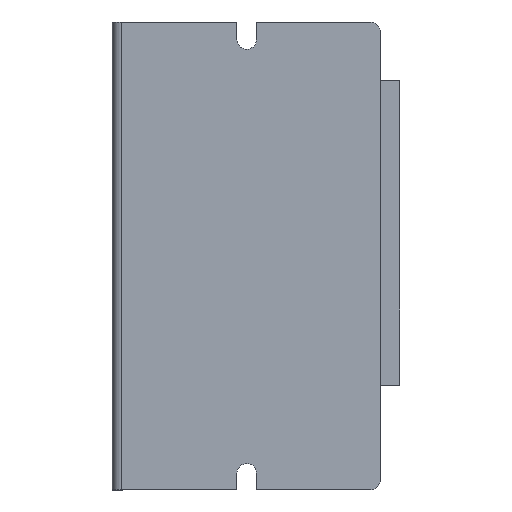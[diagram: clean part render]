
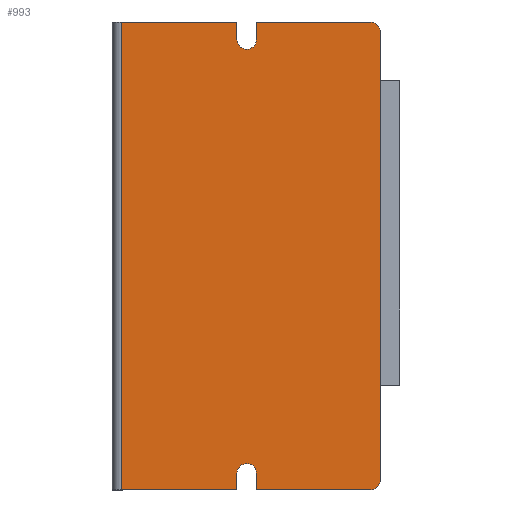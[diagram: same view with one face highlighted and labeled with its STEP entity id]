
A CAD part, top view. The second image highlights one B-rep face of the part: STEP entity #993.
In plain terms, the highlighted planar face has unit normal (0, 0, 1).
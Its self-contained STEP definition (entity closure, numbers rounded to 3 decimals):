
#37 = DIRECTION ( 'NONE',  ( 1., 0., 0. ) ) ;
#50 = VERTEX_POINT ( 'NONE', #151 ) ;
#54 = ORIENTED_EDGE ( 'NONE', *, *, #385, .T. ) ;
#56 = AXIS2_PLACEMENT_3D ( 'NONE', #387, #613, #248 ) ;
#73 = VERTEX_POINT ( 'NONE', #1077 ) ;
#83 = EDGE_CURVE ( 'NONE', #1240, #521, #1030, .T. ) ;
#99 = DIRECTION ( 'NONE',  ( 0., -1., 0. ) ) ;
#105 = CIRCLE ( 'NONE', #206, 2. ) ;
#121 = VERTEX_POINT ( 'NONE', #311 ) ;
#141 = DIRECTION ( 'NONE',  ( 0., 0., -1. ) ) ;
#142 = PLANE ( 'NONE',  #56 ) ;
#145 = CARTESIAN_POINT ( 'NONE',  ( 55., 96., 20.3 ) ) ;
#150 = LINE ( 'NONE', #960, #449 ) ;
#151 = CARTESIAN_POINT ( 'NONE',  ( 29.6, 92.4, 20.3 ) ) ;
#158 = FACE_OUTER_BOUND ( 'NONE', #1353, .T. ) ;
#159 = LINE ( 'NONE', #433, #1329 ) ;
#160 = CARTESIAN_POINT ( 'NONE',  ( 53., 96., 20.3 ) ) ;
#165 = EDGE_CURVE ( 'NONE', #1101, #1355, #159, .T. ) ;
#183 = VERTEX_POINT ( 'NONE', #1382 ) ;
#206 = AXIS2_PLACEMENT_3D ( 'NONE', #898, #425, #1383 ) ;
#227 = AXIS2_PLACEMENT_3D ( 'NONE', #453, #1421, #232 ) ;
#231 = EDGE_CURVE ( 'NONE', #183, #1101, #666, .T. ) ;
#232 = DIRECTION ( 'NONE',  ( -1., 0., 0. ) ) ;
#235 = ORIENTED_EDGE ( 'NONE', *, *, #513, .T. ) ;
#237 = CARTESIAN_POINT ( 'NONE',  ( 29.6, 96., 20.3 ) ) ;
#248 = DIRECTION ( 'NONE',  ( -1., 0., 0. ) ) ;
#306 = EDGE_CURVE ( 'NONE', #680, #799, #552, .T. ) ;
#311 = CARTESIAN_POINT ( 'NONE',  ( 29.6, 3.4, 20.3 ) ) ;
#351 = VECTOR ( 'NONE', #606, 1000. ) ;
#383 = VECTOR ( 'NONE', #99, 1000. ) ;
#385 = EDGE_CURVE ( 'NONE', #50, #1337, #1332, .T. ) ;
#387 = CARTESIAN_POINT ( 'NONE',  ( 0., 96., 20.3 ) ) ;
#425 = DIRECTION ( 'NONE',  ( 0., 0., -1. ) ) ;
#433 = CARTESIAN_POINT ( 'NONE',  ( 0., 0., 20.3 ) ) ;
#444 = CARTESIAN_POINT ( 'NONE',  ( 0., 96., 20.3 ) ) ;
#449 = VECTOR ( 'NONE', #37, 1000. ) ;
#453 = CARTESIAN_POINT ( 'NONE',  ( 53., 94., 20.3 ) ) ;
#460 = DIRECTION ( 'NONE',  ( 0., 1., 0. ) ) ;
#469 = VECTOR ( 'NONE', #460, 1000. ) ;
#479 = CARTESIAN_POINT ( 'NONE',  ( 25.6, 96., 20.3 ) ) ;
#486 = LINE ( 'NONE', #495, #351 ) ;
#488 = VERTEX_POINT ( 'NONE', #1429 ) ;
#495 = CARTESIAN_POINT ( 'NONE',  ( 29.6, 96., 20.3 ) ) ;
#511 = ORIENTED_EDGE ( 'NONE', *, *, #1003, .T. ) ;
#513 = EDGE_CURVE ( 'NONE', #680, #50, #1259, .T. ) ;
#521 = VERTEX_POINT ( 'NONE', #1022 ) ;
#552 = LINE ( 'NONE', #444, #1305 ) ;
#567 = CIRCLE ( 'NONE', #227, 2. ) ;
#580 = LINE ( 'NONE', #479, #1375 ) ;
#593 = CARTESIAN_POINT ( 'NONE',  ( 25.6, 3.4, 20.3 ) ) ;
#597 = EDGE_CURVE ( 'NONE', #1355, #707, #927, .T. ) ;
#599 = CARTESIAN_POINT ( 'NONE',  ( 0., 96., 20.3 ) ) ;
#604 = DIRECTION ( 'NONE',  ( 0., 0., 1. ) ) ;
#606 = DIRECTION ( 'NONE',  ( 0., -1., 0. ) ) ;
#611 = CARTESIAN_POINT ( 'NONE',  ( 27.6, 92.4, 20.3 ) ) ;
#613 = DIRECTION ( 'NONE',  ( 0., 0., -1. ) ) ;
#618 = EDGE_CURVE ( 'NONE', #488, #799, #567, .T. ) ;
#621 = DIRECTION ( 'NONE',  ( 1., 0., 0. ) ) ;
#641 = VECTOR ( 'NONE', #1199, 1000. ) ;
#649 = EDGE_CURVE ( 'NONE', #1337, #73, #580, .T. ) ;
#656 = AXIS2_PLACEMENT_3D ( 'NONE', #611, #141, #1321 ) ;
#666 = LINE ( 'NONE', #1264, #383 ) ;
#674 = DIRECTION ( 'NONE',  ( 1., 0., 0. ) ) ;
#675 = ORIENTED_EDGE ( 'NONE', *, *, #822, .F. ) ;
#680 = VERTEX_POINT ( 'NONE', #237 ) ;
#694 = ORIENTED_EDGE ( 'NONE', *, *, #165, .T. ) ;
#701 = CARTESIAN_POINT ( 'NONE',  ( 25.6, 96., 20.3 ) ) ;
#707 = VERTEX_POINT ( 'NONE', #593 ) ;
#714 = LINE ( 'NONE', #599, #641 ) ;
#752 = ORIENTED_EDGE ( 'NONE', *, *, #649, .T. ) ;
#761 = ORIENTED_EDGE ( 'NONE', *, *, #231, .T. ) ;
#782 = EDGE_CURVE ( 'NONE', #488, #521, #867, .T. ) ;
#784 = EDGE_CURVE ( 'NONE', #121, #1154, #486, .T. ) ;
#794 = DIRECTION ( 'NONE',  ( 0., -1., 0. ) ) ;
#799 = VERTEX_POINT ( 'NONE', #160 ) ;
#814 = ORIENTED_EDGE ( 'NONE', *, *, #850, .T. ) ;
#822 = EDGE_CURVE ( 'NONE', #183, #73, #714, .T. ) ;
#845 = CARTESIAN_POINT ( 'NONE',  ( 53., 2., 20.3 ) ) ;
#850 = EDGE_CURVE ( 'NONE', #707, #121, #105, .T. ) ;
#867 = LINE ( 'NONE', #145, #1424 ) ;
#886 = ORIENTED_EDGE ( 'NONE', *, *, #597, .T. ) ;
#897 = VECTOR ( 'NONE', #794, 1000. ) ;
#898 = CARTESIAN_POINT ( 'NONE',  ( 27.6, 3.4, 20.3 ) ) ;
#927 = LINE ( 'NONE', #701, #469 ) ;
#931 = AXIS2_PLACEMENT_3D ( 'NONE', #845, #604, #1340 ) ;
#941 = DIRECTION ( 'NONE',  ( 0., 1., 0. ) ) ;
#960 = CARTESIAN_POINT ( 'NONE',  ( 0., 0., 20.3 ) ) ;
#987 = ORIENTED_EDGE ( 'NONE', *, *, #306, .F. ) ;
#993 = ADVANCED_FACE ( 'NONE', ( #158 ), #142, .F. ) ;
#999 = CARTESIAN_POINT ( 'NONE',  ( 29.6, 0., 20.3 ) ) ;
#1003 = EDGE_CURVE ( 'NONE', #1154, #1240, #150, .T. ) ;
#1022 = CARTESIAN_POINT ( 'NONE',  ( 55., 2., 20.3 ) ) ;
#1030 = CIRCLE ( 'NONE', #931, 2. ) ;
#1077 = CARTESIAN_POINT ( 'NONE',  ( 25.6, 96., 20.3 ) ) ;
#1100 = CARTESIAN_POINT ( 'NONE',  ( 25.6, 92.4, 20.3 ) ) ;
#1101 = VERTEX_POINT ( 'NONE', #1237 ) ;
#1154 = VERTEX_POINT ( 'NONE', #999 ) ;
#1158 = CARTESIAN_POINT ( 'NONE',  ( 29.6, 96., 20.3 ) ) ;
#1159 = ORIENTED_EDGE ( 'NONE', *, *, #618, .T. ) ;
#1199 = DIRECTION ( 'NONE',  ( 1., 0., 0. ) ) ;
#1201 = CARTESIAN_POINT ( 'NONE',  ( 53., 0., 20.3 ) ) ;
#1237 = CARTESIAN_POINT ( 'NONE',  ( 2., 0., 20.3 ) ) ;
#1240 = VERTEX_POINT ( 'NONE', #1201 ) ;
#1259 = LINE ( 'NONE', #1158, #897 ) ;
#1264 = CARTESIAN_POINT ( 'NONE',  ( 2., 96., 20.3 ) ) ;
#1289 = ORIENTED_EDGE ( 'NONE', *, *, #83, .T. ) ;
#1305 = VECTOR ( 'NONE', #674, 1000. ) ;
#1321 = DIRECTION ( 'NONE',  ( -1., 0., 0. ) ) ;
#1329 = VECTOR ( 'NONE', #621, 1000. ) ;
#1332 = CIRCLE ( 'NONE', #656, 2. ) ;
#1337 = VERTEX_POINT ( 'NONE', #1100 ) ;
#1340 = DIRECTION ( 'NONE',  ( -1., 0., 0. ) ) ;
#1352 = DIRECTION ( 'NONE',  ( 0., -1., 0. ) ) ;
#1353 = EDGE_LOOP ( 'NONE', ( #675, #761, #694, #886, #814, #1454, #511, #1289, #1498, #1159, #987, #235, #54, #752 ) ) ;
#1355 = VERTEX_POINT ( 'NONE', #1456 ) ;
#1375 = VECTOR ( 'NONE', #941, 1000. ) ;
#1382 = CARTESIAN_POINT ( 'NONE',  ( 2., 96., 20.3 ) ) ;
#1383 = DIRECTION ( 'NONE',  ( -1., 0., 0. ) ) ;
#1421 = DIRECTION ( 'NONE',  ( 0., 0., 1. ) ) ;
#1424 = VECTOR ( 'NONE', #1352, 1000. ) ;
#1429 = CARTESIAN_POINT ( 'NONE',  ( 55., 94., 20.3 ) ) ;
#1454 = ORIENTED_EDGE ( 'NONE', *, *, #784, .T. ) ;
#1456 = CARTESIAN_POINT ( 'NONE',  ( 25.6, 0., 20.3 ) ) ;
#1498 = ORIENTED_EDGE ( 'NONE', *, *, #782, .F. ) ;
